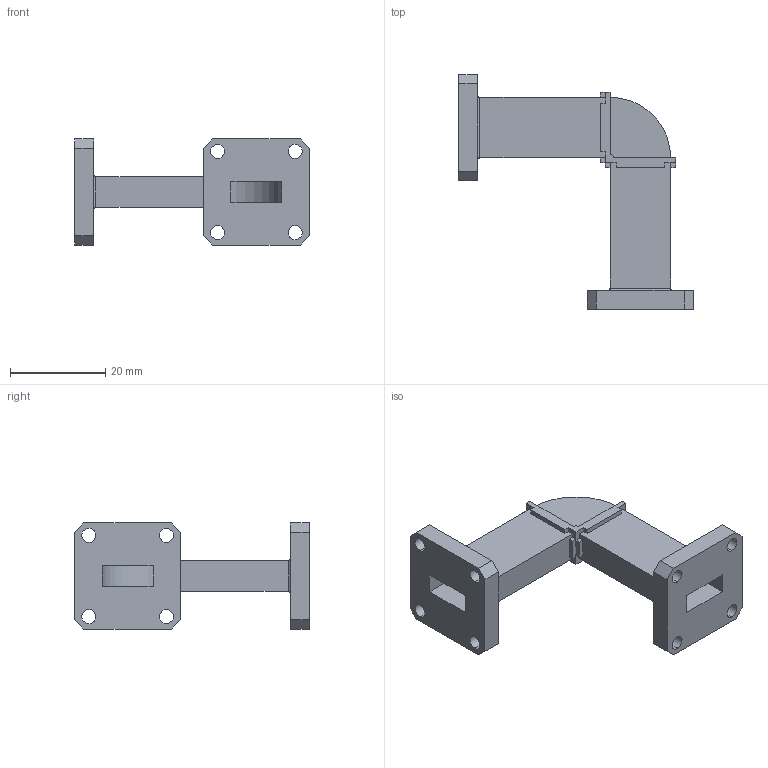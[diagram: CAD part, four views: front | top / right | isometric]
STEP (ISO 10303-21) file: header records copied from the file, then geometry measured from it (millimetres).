
FILE_DESCRIPTION (( 'STEP AP203' ), '1' );
FILE_NAME ('PE-W42B002A ¦ SMF-42HB-001.step', '2019-04-11T00:18:46', ( '' ), ( '' ), 'SwSTEP 2.0', 'SolidWorks 2018', '' );
FILE_SCHEMA (( 'CONFIG_CONTROL_DESIGN' ));
Length unit declared in the file: inch
Products named in the file (1): PE-W42B002A ｦ SMF-42HB-001
Bounding box: 49.21 x 49.21 x 22.23 mm (x, y, z)
Volume: 5685.8 mm3; surface area: 7397.7 mm2
Topology: 1 solids, 1 shells, 115 faces, 317 edges, 198 vertices
Faces by surface type: plane 78, cylinder 29, torus 8
Entity records: 3672 total; most frequent: CARTESIAN_POINT 623, ORIENTED_EDGE 618, DIRECTION 607, EDGE_CURVE 309, LINE 243, VECTOR 243, VERTEX_POINT 198, AXIS2_PLACEMENT_3D 182
